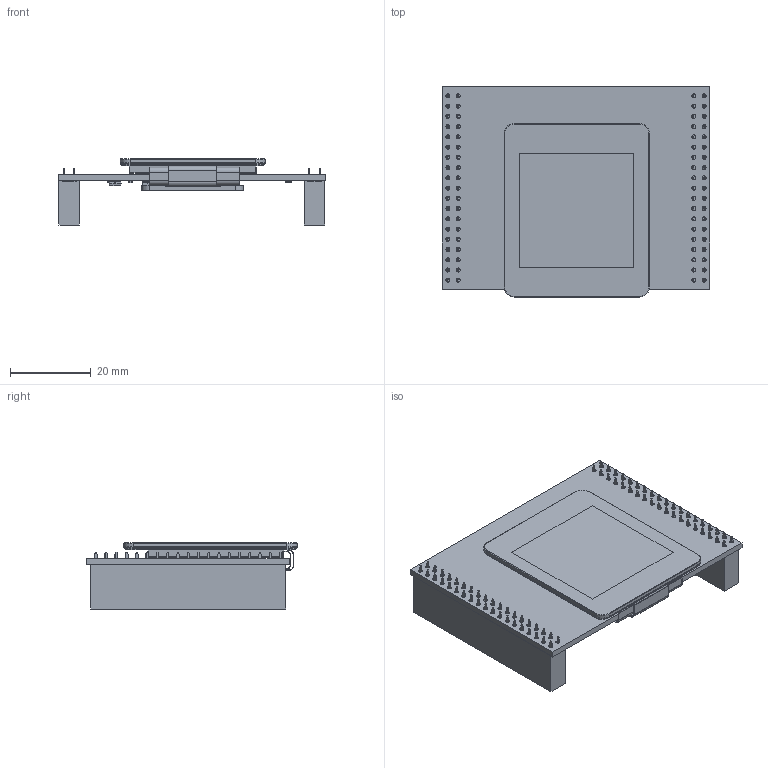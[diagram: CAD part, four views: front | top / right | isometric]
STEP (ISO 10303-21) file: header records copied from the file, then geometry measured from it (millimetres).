
FILE_DESCRIPTION(/* description */ (''),/* implementation_level */ '2;1');
FILE_NAME(/* name */ '3D_RVA15MD-NUC64B_Rev.1.0_.step',/* time_stamp */ '2025-10-15T15:29:53+02:00',/* author */ (''),/* organization */ (''),/* preprocessor_version */ 'ST-DEVELOPER v20.1',/* originating_system */ 'Autodesk Translation Framework v14.17.0.0',/* authorisation */ '');
FILE_SCHEMA (('AUTOMOTIVE_DESIGN { 1 0 10303 214 3 1 1 }'));
Products named in the file (13): nucleo_154; 3D_RVT15MDTNWC00-B_Rev.1.0; NUCLEO_154 1; C_0603_1608Metric; CF25061D0R0-05-NH; CF25201D0R0-05-NH; R_0603_1608Metric; SOT-23; C_0402_1005Metric; SSOP-8_5.25x5.24mm_P1.27mm; R_0402_1005Metric; NUCLEO_154_PCB; PinSocket_2x19_P2.54mm_Vertical
Assembly tree (29 placements, depth 3):
  nucleo_154
    3D_RVT15MDTNWC00-B_Rev.1.0
    NUCLEO_154 1
      C_0603_1608Metric
      R_0603_1608Metric  x3
      C_0402_1005Metric  x3
      R_0402_1005Metric  x13
      CF25061D0R0-05-NH
      CF25201D0R0-05-NH
      SOT-23
      SSOP-8_5.25x5.24mm_P1.27mm
      NUCLEO_154_PCB
    PinSocket_2x19_P2.54mm_Vertical  x2
Bounding box: 66.3 x 52.1 x 16.36 mm (x, y, z)
Volume: 15273.5 mm3; surface area: 22698.8 mm2
Topology: 64 solids, 64 shells, 6464 faces, 17389 edges, 11225 vertices
Faces by surface type: plane 5123, cylinder 1316, bspline 9, torus 8, cone 4, sphere 4
Full cylindrical faces by diameter (mm): 0.4 x1, 0.6 x4, 1 x76
Entity records: 150181 total; most frequent: CARTESIAN_POINT 26115, ORIENTED_EDGE 25846, DIRECTION 24824, EDGE_CURVE 12923, LINE 10488, VECTOR 10488, VERTEX_POINT 8369, AXIS2_PLACEMENT_3D 7168
